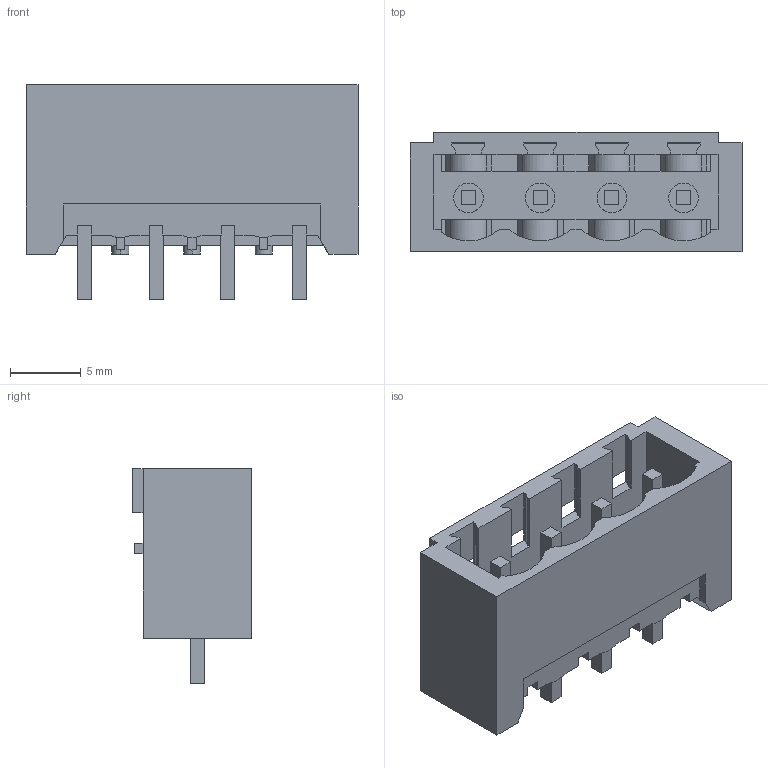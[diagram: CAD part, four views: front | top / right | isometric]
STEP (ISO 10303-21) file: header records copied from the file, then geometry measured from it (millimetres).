
FILE_DESCRIPTION(('CATIA V5 STEP Exchange','CAx-IF Rec.Pracs.--- Model Styling and Organization---1.2---2011-12-15'),'2;1');
FILE_NAME ('D1457019_0', '2018-03-21T14:09:28+00:00', ('none'), ('Weidmueller'), 'CATIA Version 5-6 Release 2014', 'CATIA V5 STEP AP214', 'none');
FILE_SCHEMA(('AUTOMOTIVE_DESIGN { 1 0 10303 214 1 1 1 1 }'));
Length unit declared in the file: millimetre
Products named in the file (1): 1838230000
Bounding box: 23.52 x 8.43 x 15.2 mm (x, y, z)
Volume: 1012.1 mm3; surface area: 2086.3 mm2
Topology: 5 solids, 5 shells, 248 faces, 774 edges, 530 vertices
Faces by surface type: plane 211, cylinder 33, extrusion 4
Entity records: 8754 total; most frequent: CARTESIAN_POINT 1905, ORIENTED_EDGE 1548, DIRECTION 1201, EDGE_CURVE 774, VECTOR 646, LINE 642, VERTEX_POINT 530, AXIS2_PLACEMENT_3D 311
